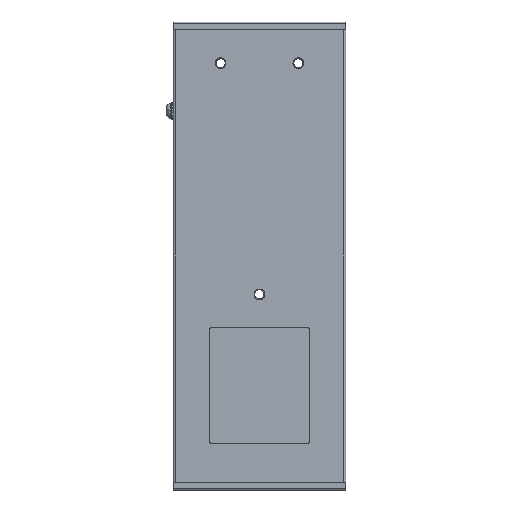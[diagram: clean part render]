
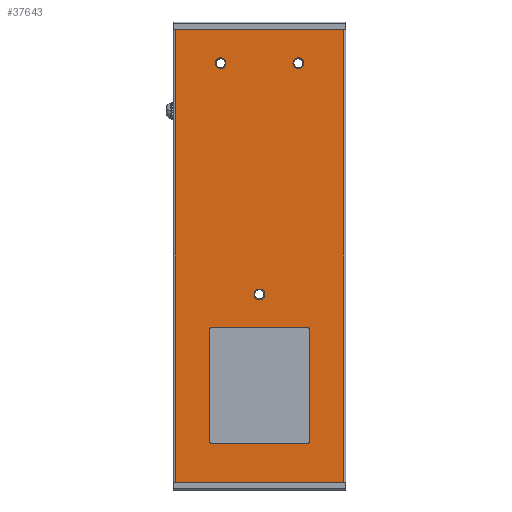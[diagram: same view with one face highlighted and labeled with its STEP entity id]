
A CAD part, front view. The second image highlights one B-rep face of the part: STEP entity #37643.
In plain terms, the highlighted planar face has unit normal (0, -1, 0).
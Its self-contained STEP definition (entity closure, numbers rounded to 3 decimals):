
#401=DIRECTION('',(0.,0.,-1.));
#402=VECTOR('',#401,209.6);
#403=CARTESIAN_POINT('',(-39.,0.,104.8));
#404=LINE('',#403,#402);
#418=DIRECTION('',(1.,0.,0.));
#419=VECTOR('',#418,78.);
#420=CARTESIAN_POINT('',(-39.,0.,104.8));
#421=LINE('',#420,#419);
#712=DIRECTION('',(-1.,0.,0.));
#713=VECTOR('',#712,78.);
#714=CARTESIAN_POINT('',(39.,0.,-104.8));
#715=LINE('',#714,#713);
#757=CARTESIAN_POINT('',(0.,0.,-17.8));
#758=DIRECTION('',(0.,-1.,0.));
#759=DIRECTION('',(-1.,0.,0.));
#760=AXIS2_PLACEMENT_3D('',#757,#758,#759);
#762=CARTESIAN_POINT('',(0.,0.,-17.8));
#763=DIRECTION('',(0.,-1.,0.));
#764=DIRECTION('',(1.,0.,0.));
#765=AXIS2_PLACEMENT_3D('',#762,#763,#764);
#767=CARTESIAN_POINT('',(-18.,0.,89.2));
#768=DIRECTION('',(0.,-1.,0.));
#769=DIRECTION('',(-1.,0.,0.));
#770=AXIS2_PLACEMENT_3D('',#767,#768,#769);
#772=CARTESIAN_POINT('',(-18.,0.,89.2));
#773=DIRECTION('',(0.,-1.,0.));
#774=DIRECTION('',(1.,0.,0.));
#775=AXIS2_PLACEMENT_3D('',#772,#773,#774);
#777=CARTESIAN_POINT('',(18.,0.,89.2));
#778=DIRECTION('',(0.,-1.,0.));
#779=DIRECTION('',(-1.,0.,0.));
#780=AXIS2_PLACEMENT_3D('',#777,#778,#779);
#782=CARTESIAN_POINT('',(18.,0.,89.2));
#783=DIRECTION('',(0.,-1.,0.));
#784=DIRECTION('',(1.,0.,0.));
#785=AXIS2_PLACEMENT_3D('',#782,#783,#784);
#787=CARTESIAN_POINT('',(-22.,0.,-86.));
#788=DIRECTION('',(0.,-1.,0.));
#789=DIRECTION('',(-1.,0.,0.));
#790=AXIS2_PLACEMENT_3D('',#787,#788,#789);
#792=CARTESIAN_POINT('',(22.,0.,-86.));
#793=DIRECTION('',(0.,-1.,0.));
#794=DIRECTION('',(0.,0.,-1.));
#795=AXIS2_PLACEMENT_3D('',#792,#793,#794);
#797=CARTESIAN_POINT('',(22.,0.,-34.));
#798=DIRECTION('',(0.,-1.,0.));
#799=DIRECTION('',(1.,0.,0.));
#800=AXIS2_PLACEMENT_3D('',#797,#798,#799);
#802=CARTESIAN_POINT('',(-22.,0.,-34.));
#803=DIRECTION('',(0.,-1.,0.));
#804=DIRECTION('',(0.,0.,1.));
#805=AXIS2_PLACEMENT_3D('',#802,#803,#804);
#973=DIRECTION('',(0.,0.,1.));
#974=VECTOR('',#973,209.6);
#975=CARTESIAN_POINT('',(39.,0.,-104.8));
#976=LINE('',#975,#974);
#977=DIRECTION('',(0.,0.,1.));
#978=VECTOR('',#977,52.);
#979=CARTESIAN_POINT('',(-23.,0.,-86.));
#980=LINE('',#979,#978);
#989=DIRECTION('',(1.,0.,0.));
#990=VECTOR('',#989,44.);
#991=CARTESIAN_POINT('',(-22.,0.,-33.));
#992=LINE('',#991,#990);
#1001=DIRECTION('',(0.,0.,-1.));
#1002=VECTOR('',#1001,52.);
#1003=CARTESIAN_POINT('',(23.,0.,-34.));
#1004=LINE('',#1003,#1002);
#1013=DIRECTION('',(-1.,0.,0.));
#1014=VECTOR('',#1013,44.);
#1015=CARTESIAN_POINT('',(22.,0.,-87.));
#1016=LINE('',#1015,#1014);
#31377=CARTESIAN_POINT('',(-39.,0.,104.8));
#31378=CARTESIAN_POINT('',(-39.,0.,-104.8));
#31379=VERTEX_POINT('',#31377);
#31380=VERTEX_POINT('',#31378);
#31381=CARTESIAN_POINT('',(39.,0.,-104.8));
#31382=VERTEX_POINT('',#31381);
#31383=CARTESIAN_POINT('',(39.,0.,104.8));
#31384=VERTEX_POINT('',#31383);
#31385=CARTESIAN_POINT('',(-23.,0.,-86.));
#31386=CARTESIAN_POINT('',(-23.,0.,-34.));
#31387=VERTEX_POINT('',#31385);
#31388=VERTEX_POINT('',#31386);
#31389=CARTESIAN_POINT('',(-22.,0.,-33.));
#31390=VERTEX_POINT('',#31389);
#31391=CARTESIAN_POINT('',(22.,0.,-33.));
#31392=VERTEX_POINT('',#31391);
#31393=CARTESIAN_POINT('',(23.,0.,-34.));
#31394=VERTEX_POINT('',#31393);
#31395=CARTESIAN_POINT('',(23.,0.,-86.));
#31396=VERTEX_POINT('',#31395);
#31397=CARTESIAN_POINT('',(22.,0.,-87.));
#31398=VERTEX_POINT('',#31397);
#31399=CARTESIAN_POINT('',(-22.,0.,-87.));
#31400=VERTEX_POINT('',#31399);
#34709=CARTESIAN_POINT('',(-2.1,0.,-17.8));
#34710=CARTESIAN_POINT('',(2.1,0.,-17.8));
#34711=VERTEX_POINT('',#34709);
#34712=VERTEX_POINT('',#34710);
#34725=CARTESIAN_POINT('',(-20.1,0.,89.2));
#34726=CARTESIAN_POINT('',(-15.9,0.,89.2));
#34727=VERTEX_POINT('',#34725);
#34728=VERTEX_POINT('',#34726);
#35107=CARTESIAN_POINT('',(15.9,0.,89.2));
#35108=CARTESIAN_POINT('',(20.1,0.,89.2));
#35109=VERTEX_POINT('',#35107);
#35110=VERTEX_POINT('',#35108);
#37595=CARTESIAN_POINT('',(0.,0.,0.));
#37596=DIRECTION('',(0.,1.,0.));
#37597=DIRECTION('',(1.,0.,0.));
#37598=AXIS2_PLACEMENT_3D('',#37595,#37596,#37597);
#37599=PLANE('',#37598);
#37600=ORIENTED_EDGE('',*,*,#36989,.F.);
#37601=ORIENTED_EDGE('',*,*,#37030,.T.);
#37603=ORIENTED_EDGE('',*,*,#37602,.F.);
#37604=ORIENTED_EDGE('',*,*,#37424,.T.);
#37605=EDGE_LOOP('',(#37600,#37601,#37603,#37604));
#37606=FACE_OUTER_BOUND('',#37605,.F.);
#37608=ORIENTED_EDGE('',*,*,#37607,.T.);
#37610=ORIENTED_EDGE('',*,*,#37609,.T.);
#37611=EDGE_LOOP('',(#37608,#37610));
#37612=FACE_BOUND('',#37611,.F.);
#37614=ORIENTED_EDGE('',*,*,#37613,.T.);
#37616=ORIENTED_EDGE('',*,*,#37615,.T.);
#37617=EDGE_LOOP('',(#37614,#37616));
#37618=FACE_BOUND('',#37617,.F.);
#37620=ORIENTED_EDGE('',*,*,#37619,.T.);
#37622=ORIENTED_EDGE('',*,*,#37621,.T.);
#37623=EDGE_LOOP('',(#37620,#37622));
#37624=FACE_BOUND('',#37623,.F.);
#37626=ORIENTED_EDGE('',*,*,#37625,.F.);
#37628=ORIENTED_EDGE('',*,*,#37627,.T.);
#37630=ORIENTED_EDGE('',*,*,#37629,.F.);
#37632=ORIENTED_EDGE('',*,*,#37631,.T.);
#37634=ORIENTED_EDGE('',*,*,#37633,.F.);
#37636=ORIENTED_EDGE('',*,*,#37635,.T.);
#37638=ORIENTED_EDGE('',*,*,#37637,.F.);
#37640=ORIENTED_EDGE('',*,*,#37639,.T.);
#37641=EDGE_LOOP('',(#37626,#37628,#37630,#37632,#37634,#37636,#37638,#37640));
#37642=FACE_BOUND('',#37641,.F.);
#761=CIRCLE('',#760,2.1);
#766=CIRCLE('',#765,2.1);
#771=CIRCLE('',#770,2.1);
#776=CIRCLE('',#775,2.1);
#781=CIRCLE('',#780,2.1);
#786=CIRCLE('',#785,2.1);
#791=CIRCLE('',#790,1.);
#796=CIRCLE('',#795,1.);
#801=CIRCLE('',#800,1.);
#806=CIRCLE('',#805,1.);
#36989=EDGE_CURVE('',#31379,#31380,#404,.T.);
#37030=EDGE_CURVE('',#31379,#31384,#421,.T.);
#37424=EDGE_CURVE('',#31382,#31380,#715,.T.);
#37602=EDGE_CURVE('',#31382,#31384,#976,.T.);
#37607=EDGE_CURVE('',#34727,#34728,#771,.T.);
#37609=EDGE_CURVE('',#34728,#34727,#776,.T.);
#37613=EDGE_CURVE('',#35109,#35110,#781,.T.);
#37615=EDGE_CURVE('',#35110,#35109,#786,.T.);
#37619=EDGE_CURVE('',#34711,#34712,#761,.T.);
#37621=EDGE_CURVE('',#34712,#34711,#766,.T.);
#37625=EDGE_CURVE('',#31387,#31388,#980,.T.);
#37627=EDGE_CURVE('',#31387,#31400,#791,.T.);
#37629=EDGE_CURVE('',#31398,#31400,#1016,.T.);
#37631=EDGE_CURVE('',#31398,#31396,#796,.T.);
#37633=EDGE_CURVE('',#31394,#31396,#1004,.T.);
#37635=EDGE_CURVE('',#31394,#31392,#801,.T.);
#37637=EDGE_CURVE('',#31390,#31392,#992,.T.);
#37639=EDGE_CURVE('',#31390,#31388,#806,.T.);
#37643=ADVANCED_FACE('',(#37606,#37612,#37618,#37624,#37642),#37599,.F.);
